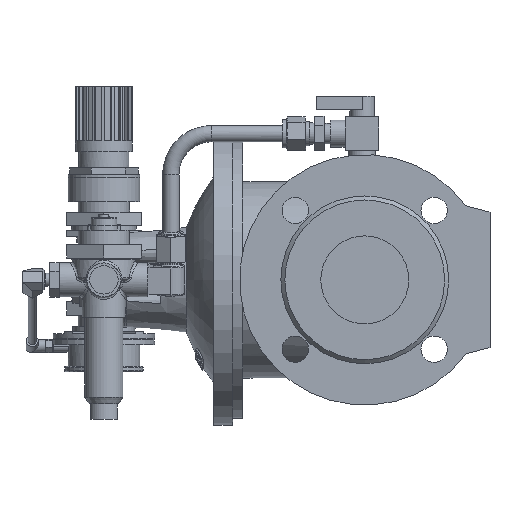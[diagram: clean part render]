
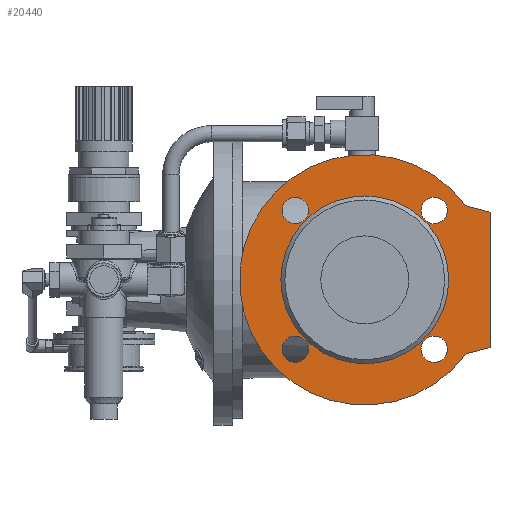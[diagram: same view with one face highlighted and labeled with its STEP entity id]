
A CAD part, left-side view. The second image highlights one B-rep face of the part: STEP entity #20440.
In plain terms, the highlighted planar face has unit normal (-1, 0, 0).
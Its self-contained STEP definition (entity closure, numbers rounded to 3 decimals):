
#1178 = EDGE_LOOP ( 'NONE', ( #17743, #17744, #17750, #17727 ) ) ;
#1227 = EDGE_LOOP ( 'NONE', ( #17740 ) ) ;
#1243 = EDGE_LOOP ( 'NONE', ( #17731 ) ) ;
#1255 = EDGE_LOOP ( 'NONE', ( #17736 ) ) ;
#1304 = EDGE_LOOP ( 'NONE', ( #17737 ) ) ;
#1333 = EDGE_LOOP ( 'NONE', ( #17728 ) ) ;
#3878 = CARTESIAN_POINT ( 'NONE',  ( -142., -92.5, -50. ) ) ;
#4015 = CIRCLE ( 'NONE', #9676, 9.75 ) ;
#4024 = LINE ( 'NONE', #28847, #4033 ) ;
#4033 = VECTOR ( 'NONE', #28858, 1000. ) ;
#4045 = DIRECTION ( 'NONE',  ( 0., 0.966, -0.259 ) ) ;
#4046 = CIRCLE ( 'NONE', #9680, 9.75 ) ;
#4122 = CARTESIAN_POINT ( 'NONE',  ( -142., 51.265, 51.265 ) ) ;
#4125 = DIRECTION ( 'NONE',  ( 1., 0., 0. ) ) ;
#4128 = DIRECTION ( 'NONE',  ( 0., 1., 0. ) ) ;
#4129 = LINE ( 'NONE', #3878, #4135 ) ;
#4132 = CIRCLE ( 'NONE', #9688, 9.75 ) ;
#4135 = VECTOR ( 'NONE', #4045, 1000. ) ;
#4207 = LINE ( 'NONE', #4812, #4210 ) ;
#4210 = VECTOR ( 'NONE', #4790, 1000. ) ;
#4445 = CIRCLE ( 'NONE', #9719, 9.75 ) ;
#4449 = CIRCLE ( 'NONE', #9720, 92.5 ) ;
#4481 = CIRCLE ( 'NONE', #9724, 62. ) ;
#4790 = DIRECTION ( 'NONE',  ( 0., -0.966, -0.259 ) ) ;
#4812 = CARTESIAN_POINT ( 'NONE',  ( -142., -92.5, 50. ) ) ;
#5264 = CARTESIAN_POINT ( 'NONE',  ( -142., -74.504, 54.822 ) ) ;
#5301 = CARTESIAN_POINT ( 'NONE',  ( -142., -74.504, -54.822 ) ) ;
#5369 = CARTESIAN_POINT ( 'NONE',  ( -142., -92.5, 50. ) ) ;
#5370 = CARTESIAN_POINT ( 'NONE',  ( -142., -92.5, -50. ) ) ;
#8441 = VERTEX_POINT ( 'NONE', #11207 ) ;
#8443 = VERTEX_POINT ( 'NONE', #11209 ) ;
#8448 = VERTEX_POINT ( 'NONE', #11214 ) ;
#8469 = VERTEX_POINT ( 'NONE', #11235 ) ;
#8471 = VERTEX_POINT ( 'NONE', #11237 ) ;
#9676 = AXIS2_PLACEMENT_3D ( 'NONE', #28860, #28861, #28862 ) ;
#9680 = AXIS2_PLACEMENT_3D ( 'NONE', #28928, #28929, #28930 ) ;
#9688 = AXIS2_PLACEMENT_3D ( 'NONE', #4122, #4125, #4128 ) ;
#9719 = AXIS2_PLACEMENT_3D ( 'NONE', #32233, #32234, #32235 ) ;
#9720 = AXIS2_PLACEMENT_3D ( 'NONE', #32253, #32254, #32255 ) ;
#9724 = AXIS2_PLACEMENT_3D ( 'NONE', #32299, #32300, #32301 ) ;
#11207 = CARTESIAN_POINT ( 'NONE',  ( -142., -61.015, -51.265 ) ) ;
#11209 = CARTESIAN_POINT ( 'NONE',  ( -142., -51.265, 61.015 ) ) ;
#11214 = CARTESIAN_POINT ( 'NONE',  ( -142., 61.015, 51.265 ) ) ;
#11235 = CARTESIAN_POINT ( 'NONE',  ( -142., 51.265, -61.015 ) ) ;
#11237 = CARTESIAN_POINT ( 'NONE',  ( -142., 62., 0. ) ) ;
#15799 = DIRECTION ( 'NONE',  ( 1., 0., 0. ) ) ;
#15802 = CARTESIAN_POINT ( 'NONE',  ( -142., 0., 0. ) ) ;
#15803 = PLANE ( 'NONE',  #37963 ) ;
#15805 = DIRECTION ( 'NONE',  ( 0., 0., -1. ) ) ;
#17727 = ORIENTED_EDGE ( 'NONE', *, *, #18669, .F. ) ;
#17728 = ORIENTED_EDGE ( 'NONE', *, *, #18747, .T. ) ;
#17731 = ORIENTED_EDGE ( 'NONE', *, *, #18734, .T. ) ;
#17736 = ORIENTED_EDGE ( 'NONE', *, *, #18645, .T. ) ;
#17737 = ORIENTED_EDGE ( 'NONE', *, *, #18621, .T. ) ;
#17740 = ORIENTED_EDGE ( 'NONE', *, *, #18613, .T. ) ;
#17743 = ORIENTED_EDGE ( 'NONE', *, *, #18740, .F. ) ;
#17744 = ORIENTED_EDGE ( 'NONE', *, *, #18642, .F. ) ;
#17750 = ORIENTED_EDGE ( 'NONE', *, *, #18612, .F. ) ;
#18612 = EDGE_CURVE ( 'NONE', #23912, #23914, #4024, .T. ) ;
#18613 = EDGE_CURVE ( 'NONE', #8441, #8441, #4015, .T. ) ;
#18621 = EDGE_CURVE ( 'NONE', #8443, #8443, #4046, .T. ) ;
#18642 = EDGE_CURVE ( 'NONE', #23914, #23789, #4129, .T. ) ;
#18645 = EDGE_CURVE ( 'NONE', #8448, #8448, #4132, .T. ) ;
#18669 = EDGE_CURVE ( 'NONE', #23719, #23912, #4207, .T. ) ;
#18734 = EDGE_CURVE ( 'NONE', #8469, #8469, #4445, .T. ) ;
#18740 = EDGE_CURVE ( 'NONE', #23789, #23719, #4449, .T. ) ;
#18747 = EDGE_CURVE ( 'NONE', #8471, #8471, #4481, .T. ) ;
#20440 = ADVANCED_FACE ( 'NONE', ( #31455, #31445, #31451, #31433, #31453, #31457 ), #15803, .F. ) ;
#23719 = VERTEX_POINT ( 'NONE', #5264 ) ;
#23789 = VERTEX_POINT ( 'NONE', #5301 ) ;
#23912 = VERTEX_POINT ( 'NONE', #5369 ) ;
#23914 = VERTEX_POINT ( 'NONE', #5370 ) ;
#28847 = CARTESIAN_POINT ( 'NONE',  ( -142., -92.5, 50. ) ) ;
#28858 = DIRECTION ( 'NONE',  ( 0., 0., -1. ) ) ;
#28860 = CARTESIAN_POINT ( 'NONE',  ( -142., -51.265, -51.265 ) ) ;
#28861 = DIRECTION ( 'NONE',  ( 1., 0., 0. ) ) ;
#28862 = DIRECTION ( 'NONE',  ( 0., -1., 0. ) ) ;
#28928 = CARTESIAN_POINT ( 'NONE',  ( -142., -51.265, 51.265 ) ) ;
#28929 = DIRECTION ( 'NONE',  ( 1., 0., 0. ) ) ;
#28930 = DIRECTION ( 'NONE',  ( 0., 0., 1. ) ) ;
#31433 = FACE_OUTER_BOUND ( 'NONE', #1178, .T. ) ;
#31445 = FACE_BOUND ( 'NONE', #1243, .T. ) ;
#31451 = FACE_BOUND ( 'NONE', #1333, .T. ) ;
#31453 = FACE_BOUND ( 'NONE', #1227, .T. ) ;
#31455 = FACE_BOUND ( 'NONE', #1304, .T. ) ;
#31457 = FACE_BOUND ( 'NONE', #1255, .T. ) ;
#32233 = CARTESIAN_POINT ( 'NONE',  ( -142., 51.265, -51.265 ) ) ;
#32234 = DIRECTION ( 'NONE',  ( 1., 0., 0. ) ) ;
#32235 = DIRECTION ( 'NONE',  ( 0., 0., -1. ) ) ;
#32253 = CARTESIAN_POINT ( 'NONE',  ( -142., 0., 0. ) ) ;
#32254 = DIRECTION ( 'NONE',  ( 1., 0., 0. ) ) ;
#32255 = DIRECTION ( 'NONE',  ( 0., 0., -1. ) ) ;
#32299 = CARTESIAN_POINT ( 'NONE',  ( -142., 0., 0. ) ) ;
#32300 = DIRECTION ( 'NONE',  ( 1., 0., 0. ) ) ;
#32301 = DIRECTION ( 'NONE',  ( 0., 1., 0. ) ) ;
#37963 = AXIS2_PLACEMENT_3D ( 'NONE', #15802, #15799, #15805 ) ;
